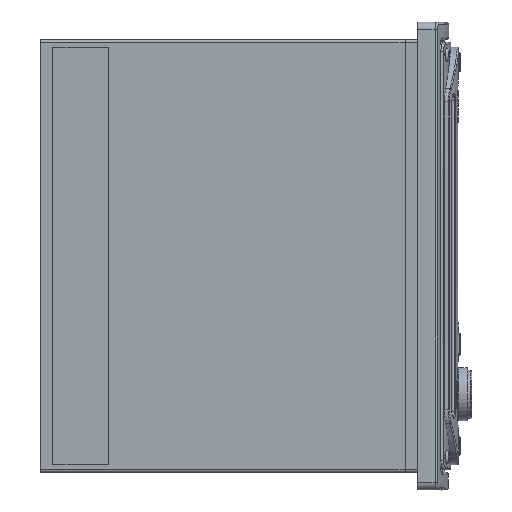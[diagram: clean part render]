
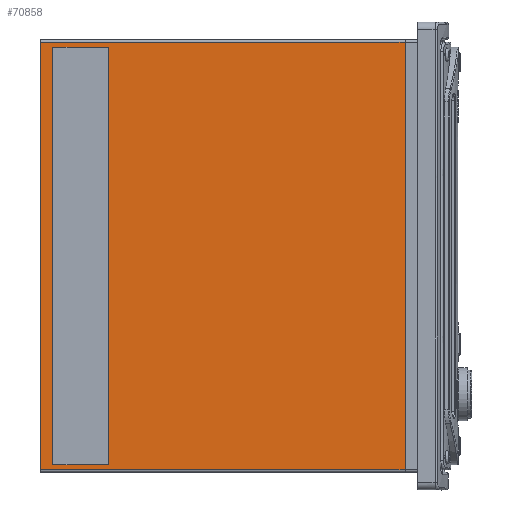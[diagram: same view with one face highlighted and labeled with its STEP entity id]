
A CAD part, top view. The second image highlights one B-rep face of the part: STEP entity #70858.
In plain terms, the highlighted planar face has unit normal (0, 0, 1).
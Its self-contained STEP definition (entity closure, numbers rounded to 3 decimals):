
#317=FACE_BOUND('',#15477,.T.);
#7829=PLANE('',#74446);
#11280=FACE_OUTER_BOUND('',#15476,.T.);
#15476=EDGE_LOOP('',(#62165,#62166,#62167,#62168));
#15477=EDGE_LOOP('',(#62169,#62170,#62171,#62172));
#21566=LINE('',#130152,#27664);
#21570=LINE('',#130160,#27668);
#21573=LINE('',#130166,#27671);
#21576=LINE('',#130171,#27674);
#21593=LINE('',#130205,#27691);
#21596=LINE('',#130216,#27694);
#21603=LINE('',#130232,#27701);
#21604=LINE('',#130234,#27702);
#27664=VECTOR('',#84791,10.);
#27668=VECTOR('',#84797,10.);
#27671=VECTOR('',#84802,10.);
#27674=VECTOR('',#84807,10.);
#27691=VECTOR('',#84842,10.);
#27694=VECTOR('',#84853,10.);
#27701=VECTOR('',#84870,10.);
#27702=VECTOR('',#84873,10.);
#34456=VERTEX_POINT('',#130150);
#34457=VERTEX_POINT('',#130151);
#34460=VERTEX_POINT('',#130159);
#34462=VERTEX_POINT('',#130165);
#34470=VERTEX_POINT('',#130202);
#34471=VERTEX_POINT('',#130204);
#34475=VERTEX_POINT('',#130214);
#34479=VERTEX_POINT('',#130230);
#43929=EDGE_CURVE('',#34456,#34457,#21566,.T.);
#43933=EDGE_CURVE('',#34460,#34456,#21570,.T.);
#43936=EDGE_CURVE('',#34462,#34460,#21573,.T.);
#43939=EDGE_CURVE('',#34457,#34462,#21576,.T.);
#43959=EDGE_CURVE('',#34471,#34470,#21593,.T.);
#43965=EDGE_CURVE('',#34475,#34470,#21596,.T.);
#43974=EDGE_CURVE('',#34471,#34479,#21603,.T.);
#43975=EDGE_CURVE('',#34479,#34475,#21604,.T.);
#62165=ORIENTED_EDGE('',*,*,#43965,.F.);
#62166=ORIENTED_EDGE('',*,*,#43975,.F.);
#62167=ORIENTED_EDGE('',*,*,#43974,.F.);
#62168=ORIENTED_EDGE('',*,*,#43959,.T.);
#62169=ORIENTED_EDGE('',*,*,#43929,.T.);
#62170=ORIENTED_EDGE('',*,*,#43939,.T.);
#62171=ORIENTED_EDGE('',*,*,#43936,.T.);
#62172=ORIENTED_EDGE('',*,*,#43933,.T.);
#70858=ADVANCED_FACE('',(#11280,#317),#7829,.T.);
#74446=AXIS2_PLACEMENT_3D('',#130233,#84871,#84872);
#84791=DIRECTION('',(0.,-1.,0.));
#84797=DIRECTION('',(1.,0.,0.));
#84802=DIRECTION('',(0.,1.,0.));
#84807=DIRECTION('',(-1.,0.,0.));
#84842=DIRECTION('',(0.,1.,0.));
#84853=DIRECTION('',(1.,0.,0.));
#84870=DIRECTION('',(-1.,0.,0.));
#84871=DIRECTION('center_axis',(0.,0.,1.));
#84872=DIRECTION('ref_axis',(0.,1.,0.));
#84873=DIRECTION('',(0.,1.,0.));
#130150=CARTESIAN_POINT('',(-123.,178.,56.));
#130151=CARTESIAN_POINT('',(-123.,12.,56.));
#130152=CARTESIAN_POINT('',(-123.,93.5,56.));
#130159=CARTESIAN_POINT('',(-145.,178.,56.));
#130160=CARTESIAN_POINT('',(-72.5,178.,56.));
#130165=CARTESIAN_POINT('',(-145.,12.,56.));
#130166=CARTESIAN_POINT('',(-145.,10.5,56.));
#130171=CARTESIAN_POINT('',(-61.5,12.,56.));
#130202=CARTESIAN_POINT('',(-5.,180.,56.));
#130204=CARTESIAN_POINT('',(-5.,10.,56.));
#130205=CARTESIAN_POINT('',(-5.,52.,56.));
#130214=CARTESIAN_POINT('',(-150.,180.,56.));
#130216=CARTESIAN_POINT('',(0.,180.,56.));
#130230=CARTESIAN_POINT('',(-150.,10.,56.));
#130232=CARTESIAN_POINT('',(0.,10.,56.));
#130233=CARTESIAN_POINT('Origin',(0.,9.,56.));
#130234=CARTESIAN_POINT('',(-150.,181.,56.));
